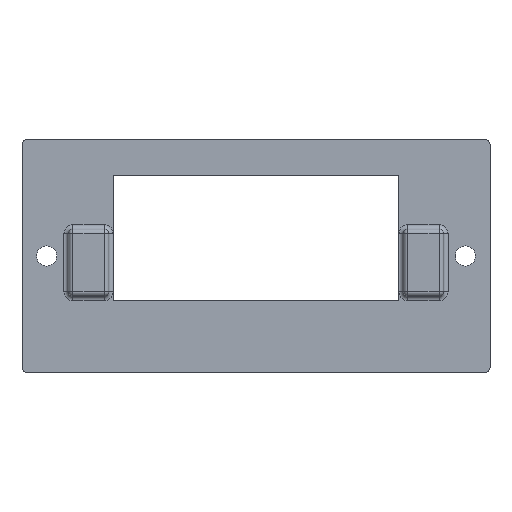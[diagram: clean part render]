
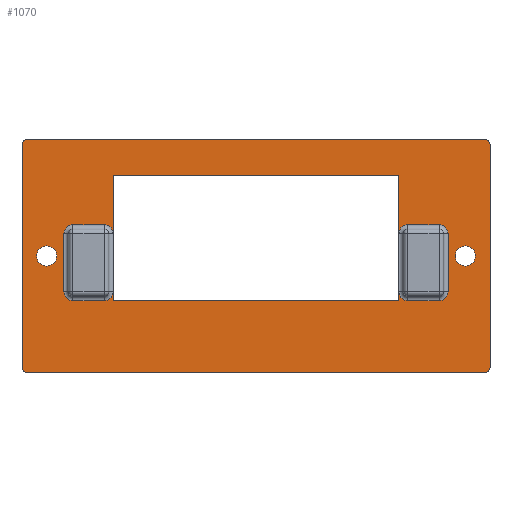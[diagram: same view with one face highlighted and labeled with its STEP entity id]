
A CAD part, front view. The second image highlights one B-rep face of the part: STEP entity #1070.
In plain terms, the highlighted planar face has unit normal (0, -1, 0).
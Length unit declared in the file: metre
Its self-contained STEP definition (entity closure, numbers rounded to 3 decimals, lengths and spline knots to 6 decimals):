
#66=LINE('',#1699,#144);
#67=LINE('',#1704,#145);
#68=LINE('',#1708,#146);
#69=LINE('',#1712,#147);
#70=LINE('',#1718,#148);
#71=LINE('',#1720,#149);
#72=LINE('',#1722,#150);
#73=LINE('',#1726,#151);
#74=LINE('',#1730,#152);
#75=LINE('',#1734,#153);
#76=LINE('',#1738,#154);
#77=LINE('',#1740,#155);
#78=LINE('',#1742,#156);
#79=LINE('',#1746,#157);
#80=LINE('',#1750,#158);
#81=LINE('',#1754,#159);
#144=VECTOR('',#1317,1.);
#145=VECTOR('',#1320,1.);
#146=VECTOR('',#1323,1.);
#147=VECTOR('',#1326,1.);
#148=VECTOR('',#1331,1.);
#149=VECTOR('',#1332,1.);
#150=VECTOR('',#1333,1.);
#151=VECTOR('',#1336,1.);
#152=VECTOR('',#1339,1.);
#153=VECTOR('',#1342,1.);
#154=VECTOR('',#1345,1.);
#155=VECTOR('',#1346,1.);
#156=VECTOR('',#1347,1.);
#157=VECTOR('',#1350,1.);
#158=VECTOR('',#1353,1.);
#159=VECTOR('',#1356,1.);
#222=ORIENTED_EDGE('',*,*,#534,.T.);
#223=ORIENTED_EDGE('',*,*,#535,.F.);
#224=ORIENTED_EDGE('',*,*,#536,.F.);
#225=ORIENTED_EDGE('',*,*,#537,.T.);
#226=ORIENTED_EDGE('',*,*,#538,.T.);
#227=ORIENTED_EDGE('',*,*,#539,.T.);
#228=ORIENTED_EDGE('',*,*,#540,.T.);
#229=ORIENTED_EDGE('',*,*,#541,.F.);
#230=ORIENTED_EDGE('',*,*,#542,.F.);
#231=ORIENTED_EDGE('',*,*,#543,.F.);
#232=ORIENTED_EDGE('',*,*,#544,.F.);
#233=ORIENTED_EDGE('',*,*,#545,.F.);
#234=ORIENTED_EDGE('',*,*,#546,.F.);
#235=ORIENTED_EDGE('',*,*,#547,.T.);
#236=ORIENTED_EDGE('',*,*,#548,.F.);
#237=ORIENTED_EDGE('',*,*,#549,.T.);
#238=ORIENTED_EDGE('',*,*,#550,.F.);
#239=ORIENTED_EDGE('',*,*,#551,.T.);
#240=ORIENTED_EDGE('',*,*,#552,.F.);
#241=ORIENTED_EDGE('',*,*,#553,.T.);
#242=ORIENTED_EDGE('',*,*,#554,.F.);
#243=ORIENTED_EDGE('',*,*,#555,.T.);
#244=ORIENTED_EDGE('',*,*,#556,.T.);
#245=ORIENTED_EDGE('',*,*,#557,.F.);
#246=ORIENTED_EDGE('',*,*,#558,.F.);
#247=ORIENTED_EDGE('',*,*,#559,.T.);
#248=ORIENTED_EDGE('',*,*,#560,.F.);
#249=ORIENTED_EDGE('',*,*,#561,.T.);
#250=ORIENTED_EDGE('',*,*,#562,.F.);
#251=ORIENTED_EDGE('',*,*,#563,.T.);
#534=EDGE_CURVE('',#690,#690,#784,.T.);
#535=EDGE_CURVE('',#691,#691,#785,.T.);
#536=EDGE_CURVE('',#692,#693,#66,.T.);
#537=EDGE_CURVE('',#692,#694,#786,.T.);
#538=EDGE_CURVE('',#694,#695,#67,.T.);
#539=EDGE_CURVE('',#695,#696,#787,.T.);
#540=EDGE_CURVE('',#696,#697,#68,.T.);
#541=EDGE_CURVE('',#698,#697,#788,.T.);
#542=EDGE_CURVE('',#699,#698,#69,.T.);
#543=EDGE_CURVE('',#693,#699,#789,.T.);
#544=EDGE_CURVE('',#700,#701,#790,.T.);
#545=EDGE_CURVE('',#702,#700,#70,.T.);
#546=EDGE_CURVE('',#703,#702,#71,.T.);
#547=EDGE_CURVE('',#703,#704,#72,.T.);
#548=EDGE_CURVE('',#705,#704,#791,.T.);
#549=EDGE_CURVE('',#705,#706,#73,.F.);
#550=EDGE_CURVE('',#707,#706,#792,.T.);
#551=EDGE_CURVE('',#707,#708,#74,.F.);
#552=EDGE_CURVE('',#709,#708,#793,.T.);
#553=EDGE_CURVE('',#709,#710,#75,.F.);
#554=EDGE_CURVE('',#711,#710,#794,.T.);
#555=EDGE_CURVE('',#711,#712,#76,.T.);
#556=EDGE_CURVE('',#712,#713,#77,.T.);
#557=EDGE_CURVE('',#714,#713,#78,.T.);
#558=EDGE_CURVE('',#715,#714,#795,.T.);
#559=EDGE_CURVE('',#715,#716,#79,.T.);
#560=EDGE_CURVE('',#717,#716,#796,.T.);
#561=EDGE_CURVE('',#717,#718,#80,.T.);
#562=EDGE_CURVE('',#719,#718,#797,.T.);
#563=EDGE_CURVE('',#719,#701,#81,.T.);
#690=VERTEX_POINT('',#1696);
#691=VERTEX_POINT('',#1698);
#692=VERTEX_POINT('',#1700);
#693=VERTEX_POINT('',#1701);
#694=VERTEX_POINT('',#1703);
#695=VERTEX_POINT('',#1705);
#696=VERTEX_POINT('',#1707);
#697=VERTEX_POINT('',#1709);
#698=VERTEX_POINT('',#1711);
#699=VERTEX_POINT('',#1713);
#700=VERTEX_POINT('',#1716);
#701=VERTEX_POINT('',#1717);
#702=VERTEX_POINT('',#1719);
#703=VERTEX_POINT('',#1721);
#704=VERTEX_POINT('',#1723);
#705=VERTEX_POINT('',#1725);
#706=VERTEX_POINT('',#1727);
#707=VERTEX_POINT('',#1729);
#708=VERTEX_POINT('',#1731);
#709=VERTEX_POINT('',#1733);
#710=VERTEX_POINT('',#1735);
#711=VERTEX_POINT('',#1737);
#712=VERTEX_POINT('',#1739);
#713=VERTEX_POINT('',#1741);
#714=VERTEX_POINT('',#1743);
#715=VERTEX_POINT('',#1745);
#716=VERTEX_POINT('',#1747);
#717=VERTEX_POINT('',#1749);
#718=VERTEX_POINT('',#1751);
#719=VERTEX_POINT('',#1753);
#784=CIRCLE('',#1158,0.001125);
#785=CIRCLE('',#1159,0.001125);
#786=CIRCLE('',#1160,0.0005);
#787=CIRCLE('',#1161,0.0005);
#788=CIRCLE('',#1162,0.0005);
#789=CIRCLE('',#1163,0.0005);
#790=CIRCLE('',#1164,0.001);
#791=CIRCLE('',#1165,0.001);
#792=CIRCLE('',#1166,0.001);
#793=CIRCLE('',#1167,0.001);
#794=CIRCLE('',#1168,0.001);
#795=CIRCLE('',#1169,0.001);
#796=CIRCLE('',#1170,0.001);
#797=CIRCLE('',#1171,0.001);
#862=EDGE_LOOP('',(#222));
#863=EDGE_LOOP('',(#223));
#864=EDGE_LOOP('',(#224,#225,#226,#227,#228,#229,#230,#231));
#865=EDGE_LOOP('',(#232,#233,#234,#235,#236,#237,#238,#239,#240,#241,#242,
#243,#244,#245,#246,#247,#248,#249,#250,#251));
#956=FACE_BOUND('',#862,.T.);
#957=FACE_BOUND('',#863,.T.);
#958=FACE_BOUND('',#864,.T.);
#959=FACE_BOUND('',#865,.T.);
#1050=PLANE('',#1157);
#1070=ADVANCED_FACE('',(#956,#957,#958,#959),#1050,.T.);
#1157=AXIS2_PLACEMENT_3D('',#1694,#1311,#1312);
#1158=AXIS2_PLACEMENT_3D('',#1695,#1313,#1314);
#1159=AXIS2_PLACEMENT_3D('',#1697,#1315,#1316);
#1160=AXIS2_PLACEMENT_3D('',#1702,#1318,#1319);
#1161=AXIS2_PLACEMENT_3D('',#1706,#1321,#1322);
#1162=AXIS2_PLACEMENT_3D('',#1710,#1324,#1325);
#1163=AXIS2_PLACEMENT_3D('',#1714,#1327,#1328);
#1164=AXIS2_PLACEMENT_3D('',#1715,#1329,#1330);
#1165=AXIS2_PLACEMENT_3D('',#1724,#1334,#1335);
#1166=AXIS2_PLACEMENT_3D('',#1728,#1337,#1338);
#1167=AXIS2_PLACEMENT_3D('',#1732,#1340,#1341);
#1168=AXIS2_PLACEMENT_3D('',#1736,#1343,#1344);
#1169=AXIS2_PLACEMENT_3D('',#1744,#1348,#1349);
#1170=AXIS2_PLACEMENT_3D('',#1748,#1351,#1352);
#1171=AXIS2_PLACEMENT_3D('',#1752,#1354,#1355);
#1311=DIRECTION('',(0.,-1.,0.));
#1312=DIRECTION('',(1.,0.,0.));
#1313=DIRECTION('',(0.,1.,0.));
#1314=DIRECTION('',(0.,0.,-1.));
#1315=DIRECTION('',(0.,-1.,0.));
#1316=DIRECTION('',(0.,0.,-1.));
#1317=DIRECTION('',(1.,0.,0.));
#1318=DIRECTION('',(0.,-1.,0.));
#1319=DIRECTION('',(0.,0.,-1.));
#1320=DIRECTION('',(0.,0.,-1.));
#1321=DIRECTION('',(0.,-1.,0.));
#1322=DIRECTION('',(0.,0.,-1.));
#1323=DIRECTION('',(1.,0.,0.));
#1324=DIRECTION('',(0.,1.,0.));
#1325=DIRECTION('',(0.,0.,-1.));
#1326=DIRECTION('',(0.,0.,-1.));
#1327=DIRECTION('',(0.,1.,0.));
#1328=DIRECTION('',(0.,0.,-1.));
#1329=DIRECTION('',(0.,-1.,0.));
#1330=DIRECTION('',(0.,0.,-1.));
#1331=DIRECTION('',(0.,0.,1.));
#1332=DIRECTION('',(1.,0.,0.));
#1333=DIRECTION('',(0.,0.,1.));
#1334=DIRECTION('',(0.,-1.,0.));
#1335=DIRECTION('',(0.,0.,-1.));
#1336=DIRECTION('',(1.,0.,0.));
#1337=DIRECTION('',(0.,-1.,0.));
#1338=DIRECTION('',(0.,0.,-1.));
#1339=DIRECTION('',(0.,0.,-1.));
#1340=DIRECTION('',(0.,-1.,0.));
#1341=DIRECTION('',(0.,0.,-1.));
#1342=DIRECTION('',(-1.,0.,0.));
#1343=DIRECTION('',(0.,-1.,0.));
#1344=DIRECTION('',(0.,0.,-1.));
#1345=DIRECTION('',(0.,0.,1.));
#1346=DIRECTION('',(1.,0.,0.));
#1347=DIRECTION('',(0.,0.,1.));
#1348=DIRECTION('',(0.,-1.,0.));
#1349=DIRECTION('',(0.,0.,-1.));
#1350=DIRECTION('',(1.,0.,0.));
#1351=DIRECTION('',(0.,-1.,0.));
#1352=DIRECTION('',(0.,0.,-1.));
#1353=DIRECTION('',(0.,0.,-1.));
#1354=DIRECTION('',(0.,-1.,0.));
#1355=DIRECTION('',(0.,0.,-1.));
#1356=DIRECTION('',(-1.,0.,0.));
#1694=CARTESIAN_POINT('',(0.,-0.00175,0.013));
#1695=CARTESIAN_POINT('',(0.02345,-0.00175,0.013));
#1696=CARTESIAN_POINT('',(0.02345,-0.00175,0.011875));
#1697=CARTESIAN_POINT('',(-0.02345,-0.00175,0.013));
#1698=CARTESIAN_POINT('',(-0.02345,-0.00175,0.011875));
#1699=CARTESIAN_POINT('',(0.01285,-0.00175,0.026));
#1700=CARTESIAN_POINT('',(-0.0257,-0.00175,0.026));
#1701=CARTESIAN_POINT('',(0.0257,-0.00175,0.026));
#1702=CARTESIAN_POINT('',(-0.0257,-0.00175,0.0255));
#1703=CARTESIAN_POINT('',(-0.0262,-0.00175,0.0255));
#1704=CARTESIAN_POINT('',(-0.0262,-0.00175,0.013));
#1705=CARTESIAN_POINT('',(-0.0262,-0.00175,0.0005));
#1706=CARTESIAN_POINT('',(-0.0257,-0.00175,0.0005));
#1707=CARTESIAN_POINT('',(-0.0257,-0.00175,0.));
#1708=CARTESIAN_POINT('',(-0.01285,-0.00175,0.));
#1709=CARTESIAN_POINT('',(0.0257,-0.00175,0.));
#1710=CARTESIAN_POINT('',(0.0257,-0.00175,0.0005));
#1711=CARTESIAN_POINT('',(0.0262,-0.00175,0.0005));
#1712=CARTESIAN_POINT('',(0.0262,-0.00175,0.013));
#1713=CARTESIAN_POINT('',(0.0262,-0.00175,0.0255));
#1714=CARTESIAN_POINT('',(0.0257,-0.00175,0.0255));
#1715=CARTESIAN_POINT('',(0.017,-0.00175,0.009));
#1716=CARTESIAN_POINT('',(0.016,-0.00175,0.009));
#1717=CARTESIAN_POINT('',(0.017,-0.00175,0.008));
#1718=CARTESIAN_POINT('',(0.016,-0.00175,0.015));
#1719=CARTESIAN_POINT('',(0.016,-0.00175,0.008));
#1720=CARTESIAN_POINT('',(0.008,-0.00175,0.008));
#1721=CARTESIAN_POINT('',(-0.016,-0.00175,0.008));
#1722=CARTESIAN_POINT('',(-0.016,-0.00175,0.015));
#1723=CARTESIAN_POINT('',(-0.016,-0.00175,0.009));
#1724=CARTESIAN_POINT('',(-0.017,-0.00175,0.009));
#1725=CARTESIAN_POINT('',(-0.017,-0.00175,0.008));
#1726=CARTESIAN_POINT('',(0.,-0.00175,0.008));
#1727=CARTESIAN_POINT('',(-0.0205,-0.00175,0.008));
#1728=CARTESIAN_POINT('',(-0.0205,-0.00175,0.009));
#1729=CARTESIAN_POINT('',(-0.0215,-0.00175,0.009));
#1730=CARTESIAN_POINT('',(-0.0215,-0.00175,0.013));
#1731=CARTESIAN_POINT('',(-0.0215,-0.00175,0.0155));
#1732=CARTESIAN_POINT('',(-0.0205,-0.00175,0.0155));
#1733=CARTESIAN_POINT('',(-0.0205,-0.00175,0.0165));
#1734=CARTESIAN_POINT('',(0.,-0.00175,0.0165));
#1735=CARTESIAN_POINT('',(-0.017,-0.00175,0.0165));
#1736=CARTESIAN_POINT('',(-0.017,-0.00175,0.0155));
#1737=CARTESIAN_POINT('',(-0.016,-0.00175,0.0155));
#1738=CARTESIAN_POINT('',(-0.016,-0.00175,0.015));
#1739=CARTESIAN_POINT('',(-0.016,-0.00175,0.022));
#1740=CARTESIAN_POINT('',(-0.008,-0.00175,0.022));
#1741=CARTESIAN_POINT('',(0.016,-0.00175,0.022));
#1742=CARTESIAN_POINT('',(0.016,-0.00175,0.015));
#1743=CARTESIAN_POINT('',(0.016,-0.00175,0.0155));
#1744=CARTESIAN_POINT('',(0.017,-0.00175,0.0155));
#1745=CARTESIAN_POINT('',(0.017,-0.00175,0.0165));
#1746=CARTESIAN_POINT('',(0.021,-0.00175,0.0165));
#1747=CARTESIAN_POINT('',(0.0205,-0.00175,0.0165));
#1748=CARTESIAN_POINT('',(0.0205,-0.00175,0.0155));
#1749=CARTESIAN_POINT('',(0.0215,-0.00175,0.0155));
#1750=CARTESIAN_POINT('',(0.0215,-0.00175,0.0085));
#1751=CARTESIAN_POINT('',(0.0215,-0.00175,0.009));
#1752=CARTESIAN_POINT('',(0.0205,-0.00175,0.009));
#1753=CARTESIAN_POINT('',(0.0205,-0.00175,0.008));
#1754=CARTESIAN_POINT('',(0.0165,-0.00175,0.008));
